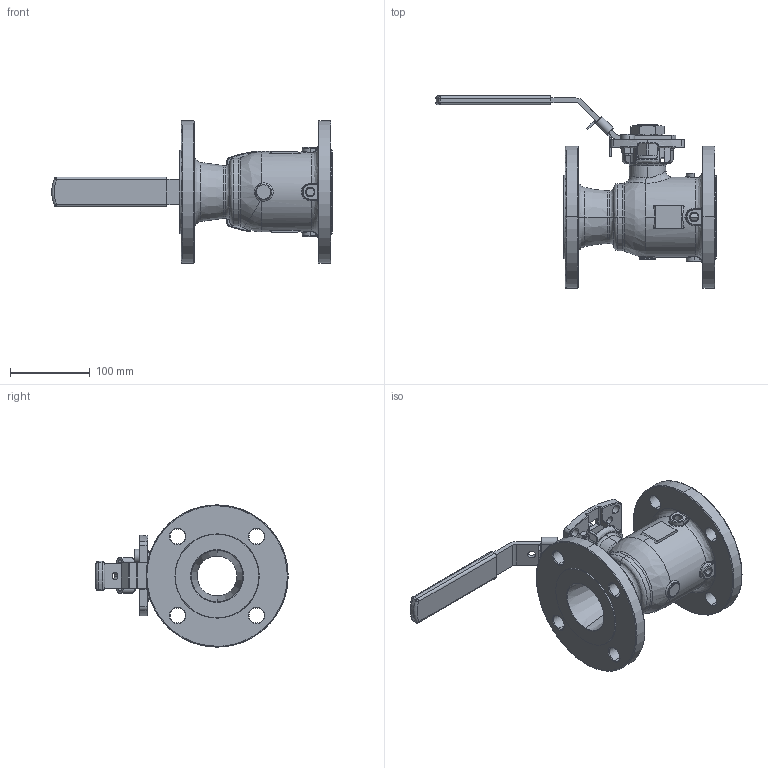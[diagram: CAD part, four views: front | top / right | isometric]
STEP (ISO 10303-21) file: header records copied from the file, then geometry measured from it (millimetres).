
FILE_DESCRIPTION (( 'STEP AP214' ), '1' );
FILE_NAME ('F91-F1-0250-XXX.step', '2019-11-14T18:09:10', ( '' ), ( '' ), 'SwSTEP 2.0', 'SolidWorks 2019', '' );
FILE_SCHEMA (( 'AUTOMOTIVE_DESIGN' ));
Length unit declared in the file: inch
Products named in the file (2): F91-F1-0250-XXX
Bounding box: 350.91 x 240.54 x 177.8 mm (x, y, z)
Surface area: 238434 mm2 (no closed solid volume)
Topology: 0 solids, 10 shells, 498 faces, 1355 edges, 837 vertices
Faces by surface type: cylinder 173, plane 133, bspline 110, cone 72, torus 6, sphere 4
Entity records: 71000 total; most frequent: CARTESIAN_POINT 52898, ORIENTED_EDGE 2472, DIRECTION 2219, EDGE_CURVE 1347, AXIS2_PLACEMENT_3D 845, VERTEX_POINT 837, EDGE_LOOP 554, LINE 529
